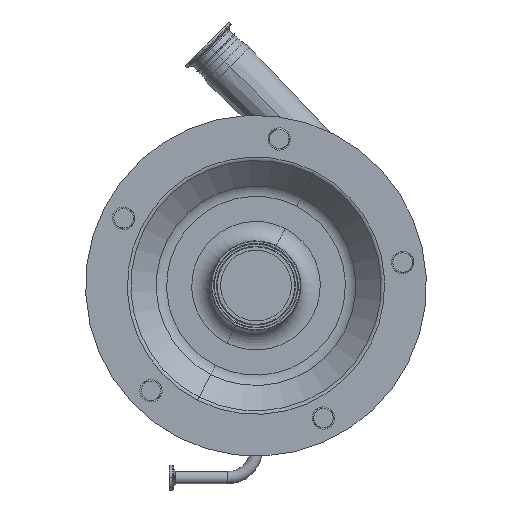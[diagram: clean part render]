
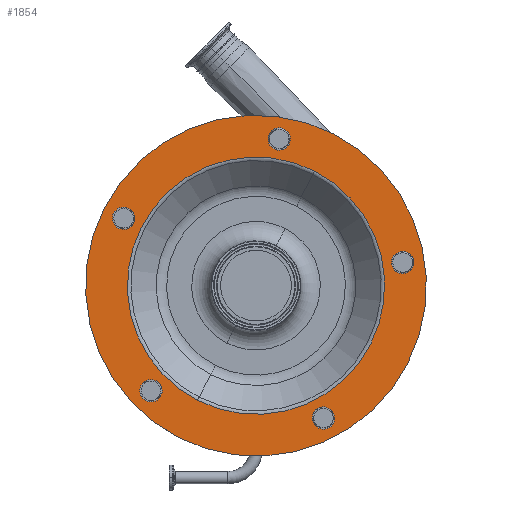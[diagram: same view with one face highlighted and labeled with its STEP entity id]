
A CAD part, top view. The second image highlights one B-rep face of the part: STEP entity #1854.
In plain terms, the highlighted planar face has unit normal (0, 0, 1).
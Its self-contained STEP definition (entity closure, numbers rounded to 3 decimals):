
#107 = EDGE_LOOP ( 'NONE', ( #4706, #10084 ) ) ;
#252 = DIRECTION ( 'NONE',  ( 0.454, 0.891, 0. ) ) ;
#279 = EDGE_LOOP ( 'NONE', ( #2578, #1876 ) ) ;
#392 = DIRECTION ( 'NONE',  ( 0.454, 0.891, 0. ) ) ;
#463 = DIRECTION ( 'NONE',  ( 0., 0., 1. ) ) ;
#466 = CIRCLE ( 'NONE', #1557, 11.5 ) ;
#542 = CARTESIAN_POINT ( 'NONE',  ( 69.234, -135.878, 321.5 ) ) ;
#564 = DIRECTION ( 'NONE',  ( -0.454, -0.891, 0. ) ) ;
#582 = EDGE_LOOP ( 'NONE', ( #6177, #12844 ) ) ;
#678 = CIRCLE ( 'NONE', #11225, 175. ) ;
#748 = DIRECTION ( 'NONE',  ( 0.454, 0.891, 0. ) ) ;
#749 = CARTESIAN_POINT ( 'NONE',  ( 18.635, 140.376, 321.5 ) ) ;
#949 = CARTESIAN_POINT ( 'NONE',  ( 79.448, 155.926, 321.5 ) ) ;
#1091 = EDGE_CURVE ( 'NONE', #9582, #3192, #3286, .T. ) ;
#1252 = EDGE_CURVE ( 'NONE', #1698, #10931, #13211, .T. ) ;
#1529 = AXIS2_PLACEMENT_3D ( 'NONE', #12455, #3017, #1991 ) ;
#1557 = AXIS2_PLACEMENT_3D ( 'NONE', #6363, #5336, #4362 ) ;
#1641 = CARTESIAN_POINT ( 'NONE',  ( -59.959, -117.676, 321.5 ) ) ;
#1648 = CARTESIAN_POINT ( 'NONE',  ( 0., 0., 321.5 ) ) ;
#1698 = VERTEX_POINT ( 'NONE', #8451 ) ;
#1791 = AXIS2_PLACEMENT_3D ( 'NONE', #2441, #463, #392 ) ;
#1854 = ADVANCED_FACE ( 'NONE', ( #4348, #4288, #11664, #2217, #7533, #11587, #11731 ), #12882, .F. ) ;
#1876 = ORIENTED_EDGE ( 'NONE', *, *, #4240, .F. ) ;
#1991 = DIRECTION ( 'NONE',  ( -0.454, -0.891, 0. ) ) ;
#2217 = FACE_BOUND ( 'NONE', #279, .T. ) ;
#2282 = DIRECTION ( 'NONE',  ( 0., 0., -1. ) ) ;
#2345 = DIRECTION ( 'NONE',  ( -0.454, -0.891, 0. ) ) ;
#2441 = CARTESIAN_POINT ( 'NONE',  ( 69.234, -135.878, 321.5 ) ) ;
#2526 = DIRECTION ( 'NONE',  ( -0.454, -0.891, 0. ) ) ;
#2578 = ORIENTED_EDGE ( 'NONE', *, *, #1091, .F. ) ;
#2683 = EDGE_LOOP ( 'NONE', ( #4756, #9032 ) ) ;
#2789 = ORIENTED_EDGE ( 'NONE', *, *, #4635, .F. ) ;
#2808 = AXIS2_PLACEMENT_3D ( 'NONE', #6348, #2282, #2345 ) ;
#2887 = AXIS2_PLACEMENT_3D ( 'NONE', #9464, #10903, #9938 ) ;
#2891 = CIRCLE ( 'NONE', #13237, 11.5 ) ;
#3017 = DIRECTION ( 'NONE',  ( 0., 0., -1. ) ) ;
#3084 = AXIS2_PLACEMENT_3D ( 'NONE', #10359, #6294, #10562 ) ;
#3192 = VERTEX_POINT ( 'NONE', #749 ) ;
#3286 = CIRCLE ( 'NONE', #4379, 11.5 ) ;
#3311 = EDGE_CURVE ( 'NONE', #12708, #3772, #4830, .T. ) ;
#3576 = EDGE_CURVE ( 'NONE', #12075, #10684, #678, .T. ) ;
#3587 = CARTESIAN_POINT ( 'NONE',  ( 0., 0., 321.5 ) ) ;
#3772 = VERTEX_POINT ( 'NONE', #8013 ) ;
#3829 = VERTEX_POINT ( 'NONE', #11396 ) ;
#4154 = EDGE_CURVE ( 'NONE', #3772, #12708, #466, .T. ) ;
#4240 = EDGE_CURVE ( 'NONE', #3192, #9582, #8798, .T. ) ;
#4288 = FACE_BOUND ( 'NONE', #107, .T. ) ;
#4348 = FACE_BOUND ( 'NONE', #11188, .T. ) ;
#4362 = DIRECTION ( 'NONE',  ( 0.454, 0.891, 0. ) ) ;
#4377 = VERTEX_POINT ( 'NONE', #1641 ) ;
#4379 = AXIS2_PLACEMENT_3D ( 'NONE', #10682, #12668, #6483 ) ;
#4442 = CIRCLE ( 'NONE', #12132, 11.5 ) ;
#4491 = EDGE_CURVE ( 'NONE', #3829, #5803, #11022, .T. ) ;
#4521 = DIRECTION ( 'NONE',  ( 0., 0., 1. ) ) ;
#4635 = EDGE_CURVE ( 'NONE', #10931, #1698, #11474, .T. ) ;
#4665 = DIRECTION ( 'NONE',  ( 0.454, 0.891, 0. ) ) ;
#4706 = ORIENTED_EDGE ( 'NONE', *, *, #12157, .F. ) ;
#4756 = ORIENTED_EDGE ( 'NONE', *, *, #13084, .T. ) ;
#4830 = CIRCLE ( 'NONE', #8577, 11.5 ) ;
#5107 = EDGE_CURVE ( 'NONE', #8983, #6718, #4442, .T. ) ;
#5184 = CARTESIAN_POINT ( 'NONE',  ( 29.077, 160.869, 321.5 ) ) ;
#5212 = EDGE_CURVE ( 'NONE', #6718, #8983, #9940, .T. ) ;
#5336 = DIRECTION ( 'NONE',  ( 0., 0., 1. ) ) ;
#5337 = AXIS2_PLACEMENT_3D ( 'NONE', #7923, #10057, #12124 ) ;
#5803 = VERTEX_POINT ( 'NONE', #9583 ) ;
#5829 = CARTESIAN_POINT ( 'NONE',  ( -135.878, 69.234, 321.5 ) ) ;
#6100 = CARTESIAN_POINT ( 'NONE',  ( -102.613, -97.587, 321.5 ) ) ;
#6103 = CIRCLE ( 'NONE', #7845, 175. ) ;
#6177 = ORIENTED_EDGE ( 'NONE', *, *, #3576, .F. ) ;
#6294 = DIRECTION ( 'NONE',  ( 0., 0., 1. ) ) ;
#6348 = CARTESIAN_POINT ( 'NONE',  ( -155.926, 79.448, 321.5 ) ) ;
#6363 = CARTESIAN_POINT ( 'NONE',  ( 150.622, 23.856, 321.5 ) ) ;
#6410 = CARTESIAN_POINT ( 'NONE',  ( 59.959, 117.676, 321.5 ) ) ;
#6483 = DIRECTION ( 'NONE',  ( 0.454, 0.891, 0. ) ) ;
#6512 = ORIENTED_EDGE ( 'NONE', *, *, #5212, .F. ) ;
#6620 = DIRECTION ( 'NONE',  ( 0., 0., 1. ) ) ;
#6718 = VERTEX_POINT ( 'NONE', #8333 ) ;
#7141 = DIRECTION ( 'NONE',  ( 0., 0., 1. ) ) ;
#7389 = ORIENTED_EDGE ( 'NONE', *, *, #5107, .F. ) ;
#7533 = FACE_BOUND ( 'NONE', #2683, .T. ) ;
#7714 = AXIS2_PLACEMENT_3D ( 'NONE', #5829, #7141, #748 ) ;
#7845 = AXIS2_PLACEMENT_3D ( 'NONE', #1648, #9979, #564 ) ;
#7923 = CARTESIAN_POINT ( 'NONE',  ( 0., 0., 321.5 ) ) ;
#8013 = CARTESIAN_POINT ( 'NONE',  ( 155.843, 34.103, 321.5 ) ) ;
#8181 = AXIS2_PLACEMENT_3D ( 'NONE', #11848, #6620, #10884 ) ;
#8333 = CARTESIAN_POINT ( 'NONE',  ( -113.055, -118.08, 321.5 ) ) ;
#8355 = DIRECTION ( 'NONE',  ( 0., 0., 1. ) ) ;
#8451 = CARTESIAN_POINT ( 'NONE',  ( -141.099, 58.987, 321.5 ) ) ;
#8485 = VERTEX_POINT ( 'NONE', #6410 ) ;
#8548 = CARTESIAN_POINT ( 'NONE',  ( -130.658, 79.48, 321.5 ) ) ;
#8577 = AXIS2_PLACEMENT_3D ( 'NONE', #12626, #8355, #252 ) ;
#8651 = EDGE_CURVE ( 'NONE', #10684, #12075, #6103, .T. ) ;
#8798 = CIRCLE ( 'NONE', #2887, 11.5 ) ;
#8809 = EDGE_CURVE ( 'NONE', #8485, #4377, #10110, .T. ) ;
#8983 = VERTEX_POINT ( 'NONE', #6100 ) ;
#9032 = ORIENTED_EDGE ( 'NONE', *, *, #8809, .T. ) ;
#9075 = CIRCLE ( 'NONE', #5337, 132.071 ) ;
#9096 = ORIENTED_EDGE ( 'NONE', *, *, #3311, .F. ) ;
#9436 = DIRECTION ( 'NONE',  ( 0., 0., 1. ) ) ;
#9464 = CARTESIAN_POINT ( 'NONE',  ( 23.856, 150.622, 321.5 ) ) ;
#9582 = VERTEX_POINT ( 'NONE', #5184 ) ;
#9583 = CARTESIAN_POINT ( 'NONE',  ( 74.454, -125.632, 321.5 ) ) ;
#9938 = DIRECTION ( 'NONE',  ( 0.454, 0.891, 0. ) ) ;
#9940 = CIRCLE ( 'NONE', #8181, 11.5 ) ;
#9979 = DIRECTION ( 'NONE',  ( 0., 0., -1. ) ) ;
#10057 = DIRECTION ( 'NONE',  ( 0., 0., -1. ) ) ;
#10084 = ORIENTED_EDGE ( 'NONE', *, *, #4491, .F. ) ;
#10110 = CIRCLE ( 'NONE', #1529, 132.071 ) ;
#10335 = CARTESIAN_POINT ( 'NONE',  ( -107.834, -107.834, 321.5 ) ) ;
#10359 = CARTESIAN_POINT ( 'NONE',  ( -135.878, 69.234, 321.5 ) ) ;
#10562 = DIRECTION ( 'NONE',  ( 0.454, 0.891, 0. ) ) ;
#10682 = CARTESIAN_POINT ( 'NONE',  ( 23.856, 150.622, 321.5 ) ) ;
#10684 = VERTEX_POINT ( 'NONE', #949 ) ;
#10884 = DIRECTION ( 'NONE',  ( 0.454, 0.891, 0. ) ) ;
#10903 = DIRECTION ( 'NONE',  ( 0., 0., 1. ) ) ;
#10931 = VERTEX_POINT ( 'NONE', #8548 ) ;
#11022 = CIRCLE ( 'NONE', #1791, 11.5 ) ;
#11188 = EDGE_LOOP ( 'NONE', ( #7389, #6512 ) ) ;
#11208 = EDGE_LOOP ( 'NONE', ( #13415, #9096 ) ) ;
#11225 = AXIS2_PLACEMENT_3D ( 'NONE', #3587, #11977, #2526 ) ;
#11396 = CARTESIAN_POINT ( 'NONE',  ( 64.013, -146.125, 321.5 ) ) ;
#11474 = CIRCLE ( 'NONE', #7714, 11.5 ) ;
#11580 = DIRECTION ( 'NONE',  ( 0.454, 0.891, 0. ) ) ;
#11587 = FACE_OUTER_BOUND ( 'NONE', #582, .T. ) ;
#11664 = FACE_BOUND ( 'NONE', #11208, .T. ) ;
#11731 = FACE_BOUND ( 'NONE', #12134, .T. ) ;
#11760 = CARTESIAN_POINT ( 'NONE',  ( -79.448, -155.926, 321.5 ) ) ;
#11848 = CARTESIAN_POINT ( 'NONE',  ( -107.834, -107.834, 321.5 ) ) ;
#11977 = DIRECTION ( 'NONE',  ( 0., 0., -1. ) ) ;
#12075 = VERTEX_POINT ( 'NONE', #11760 ) ;
#12124 = DIRECTION ( 'NONE',  ( -0.454, -0.891, 0. ) ) ;
#12132 = AXIS2_PLACEMENT_3D ( 'NONE', #10335, #9436, #11580 ) ;
#12134 = EDGE_LOOP ( 'NONE', ( #2789, #12897 ) ) ;
#12157 = EDGE_CURVE ( 'NONE', #5803, #3829, #2891, .T. ) ;
#12455 = CARTESIAN_POINT ( 'NONE',  ( 0., 0., 321.5 ) ) ;
#12626 = CARTESIAN_POINT ( 'NONE',  ( 150.622, 23.856, 321.5 ) ) ;
#12648 = CARTESIAN_POINT ( 'NONE',  ( 145.402, 13.61, 321.5 ) ) ;
#12668 = DIRECTION ( 'NONE',  ( 0., 0., 1. ) ) ;
#12708 = VERTEX_POINT ( 'NONE', #12648 ) ;
#12844 = ORIENTED_EDGE ( 'NONE', *, *, #8651, .F. ) ;
#12882 = PLANE ( 'NONE',  #2808 ) ;
#12897 = ORIENTED_EDGE ( 'NONE', *, *, #1252, .F. ) ;
#13084 = EDGE_CURVE ( 'NONE', #4377, #8485, #9075, .T. ) ;
#13211 = CIRCLE ( 'NONE', #3084, 11.5 ) ;
#13237 = AXIS2_PLACEMENT_3D ( 'NONE', #542, #4521, #4665 ) ;
#13415 = ORIENTED_EDGE ( 'NONE', *, *, #4154, .F. ) ;
